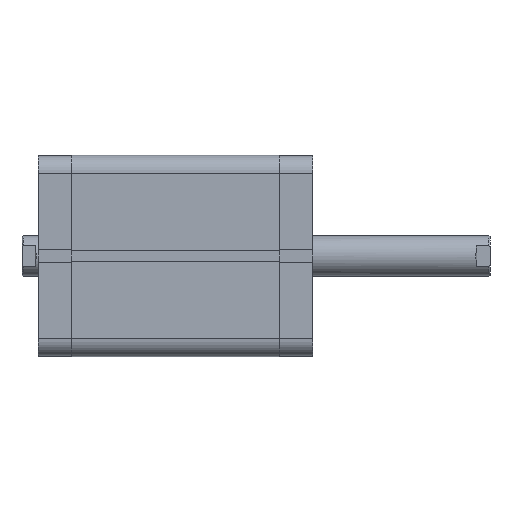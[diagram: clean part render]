
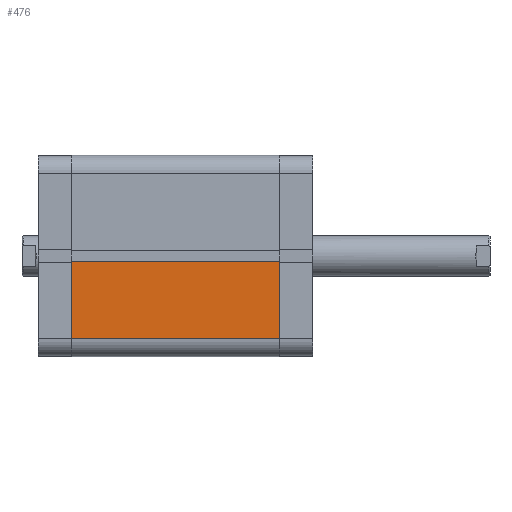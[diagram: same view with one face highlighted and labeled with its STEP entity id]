
A CAD part, front view. The second image highlights one B-rep face of the part: STEP entity #476.
In plain terms, the highlighted face is planar.
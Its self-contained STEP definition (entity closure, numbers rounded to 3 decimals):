
#9 = VERTEX_POINT ( 'NONE', #275 ) ;
#13 = VERTEX_POINT ( 'NONE', #254 ) ;
#77 = VERTEX_POINT ( 'NONE', #164 ) ;
#164 = CARTESIAN_POINT ( 'NONE',  ( 50., -2.6, 103.5 ) ) ;
#254 = CARTESIAN_POINT ( 'NONE',  ( 50., -2.6, 0. ) ) ;
#275 = CARTESIAN_POINT ( 'NONE',  ( 50., -41., 0. ) ) ;
#439 = VERTEX_POINT ( 'NONE', #875 ) ;
#476 = ADVANCED_FACE ( 'NONE', ( #6551 ), #946, .F. ) ;
#875 = CARTESIAN_POINT ( 'NONE',  ( 50., -41., 103.5 ) ) ;
#945 = CARTESIAN_POINT ( 'NONE',  ( 50., -2.6, 103.5 ) ) ;
#946 = PLANE ( 'NONE',  #5620 ) ;
#948 = DIRECTION ( 'NONE',  ( -1., 0., 0. ) ) ;
#949 = DIRECTION ( 'NONE',  ( 0., -1., 0. ) ) ;
#1823 = CARTESIAN_POINT ( 'NONE',  ( 50., -41., 103.5 ) ) ;
#1825 = CARTESIAN_POINT ( 'NONE',  ( 50., -2.6, 103.5 ) ) ;
#1826 = DIRECTION ( 'NONE',  ( 0., 0., -1. ) ) ;
#1828 = DIRECTION ( 'NONE',  ( 0., 0., -1. ) ) ;
#2063 = LINE ( 'NONE', #2892, #2064 ) ;
#2064 = VECTOR ( 'NONE', #2893, 1000. ) ;
#2796 = VECTOR ( 'NONE', #4004, 1000. ) ;
#2799 = LINE ( 'NONE', #4003, #2796 ) ;
#2892 = CARTESIAN_POINT ( 'NONE',  ( 50., -2.6, 103.5 ) ) ;
#2893 = DIRECTION ( 'NONE',  ( 0., 1., 0. ) ) ;
#4003 = CARTESIAN_POINT ( 'NONE',  ( 50., -2.6, 0. ) ) ;
#4004 = DIRECTION ( 'NONE',  ( 0., 1., 0. ) ) ;
#4298 = EDGE_LOOP ( 'NONE', ( #6107, #6106, #6105, #6104 ) ) ;
#4840 = EDGE_CURVE ( 'NONE', #439, #9, #7032, .T. ) ;
#4841 = EDGE_CURVE ( 'NONE', #77, #13, #7034, .T. ) ;
#5142 = EDGE_CURVE ( 'NONE', #439, #77, #2063, .T. ) ;
#5620 = AXIS2_PLACEMENT_3D ( 'NONE', #945, #948, #949 ) ;
#6104 = ORIENTED_EDGE ( 'NONE', *, *, #4840, .T. ) ;
#6105 = ORIENTED_EDGE ( 'NONE', *, *, #5142, .F. ) ;
#6106 = ORIENTED_EDGE ( 'NONE', *, *, #4841, .F. ) ;
#6107 = ORIENTED_EDGE ( 'NONE', *, *, #7132, .T. ) ;
#6551 = FACE_OUTER_BOUND ( 'NONE', #4298, .T. ) ;
#7032 = LINE ( 'NONE', #1823, #7037 ) ;
#7034 = LINE ( 'NONE', #1825, #7039 ) ;
#7037 = VECTOR ( 'NONE', #1826, 1000. ) ;
#7039 = VECTOR ( 'NONE', #1828, 1000. ) ;
#7132 = EDGE_CURVE ( 'NONE', #9, #13, #2799, .T. ) ;
